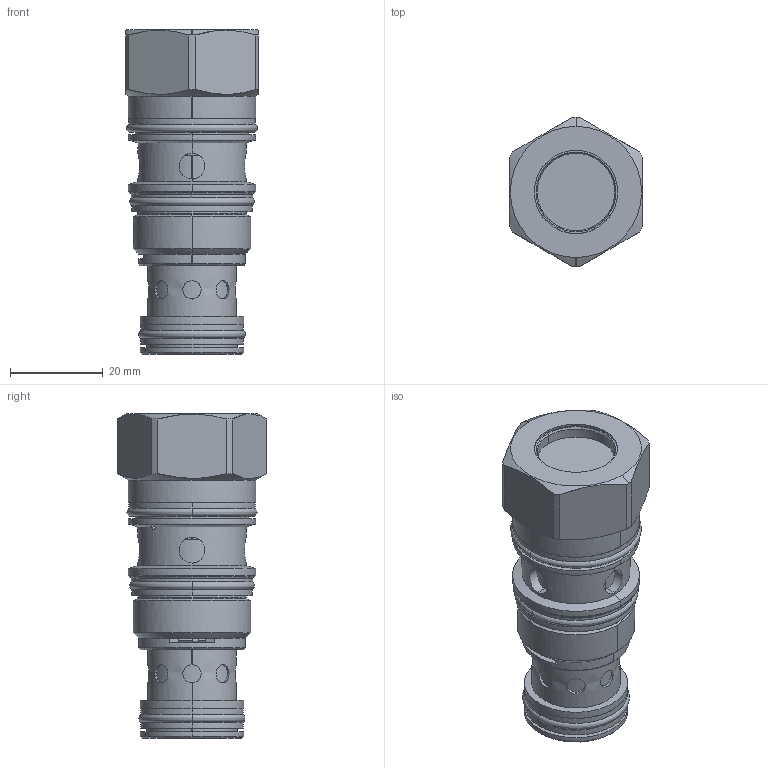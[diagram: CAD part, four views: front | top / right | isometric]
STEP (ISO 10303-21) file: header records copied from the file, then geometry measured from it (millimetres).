
FILE_DESCRIPTION((''),'2;1');
FILE_NAME('DVCC8FN_SW_PRT','2020-01-15T',('charlief'),(''),'PRO/ENGINEER BY PARAMETRIC TECHNOLOGY CORPORATION, 2016010','PRO/ENGINEER BY PARAMETRIC TECHNOLOGY CORPORATION, 2016010','');
FILE_SCHEMA(('CONFIG_CONTROL_DESIGN'));
Products named in the file (1): DVCC8FN_SW_PRT
Bounding box: 28.57 x 32.21 x 69.85 mm (x, y, z)
Surface area: 14784.4 mm2 (no closed solid volume)
Topology: 0 solids, 0 shells, 215 faces, 998 edges, 982 vertices
Faces by surface type: bspline 188, torus 27
Entity records: 38579 total; most frequent: CARTESIAN_POINT 29944, DIRECTION 1372, TRIMMED_CURVE 1081, DEFINITIONAL_REPRESENTATION 966, PCURVE 966, COMPOSITE_CURVE_SEGMENT 966, VECTOR 844, LINE 844
